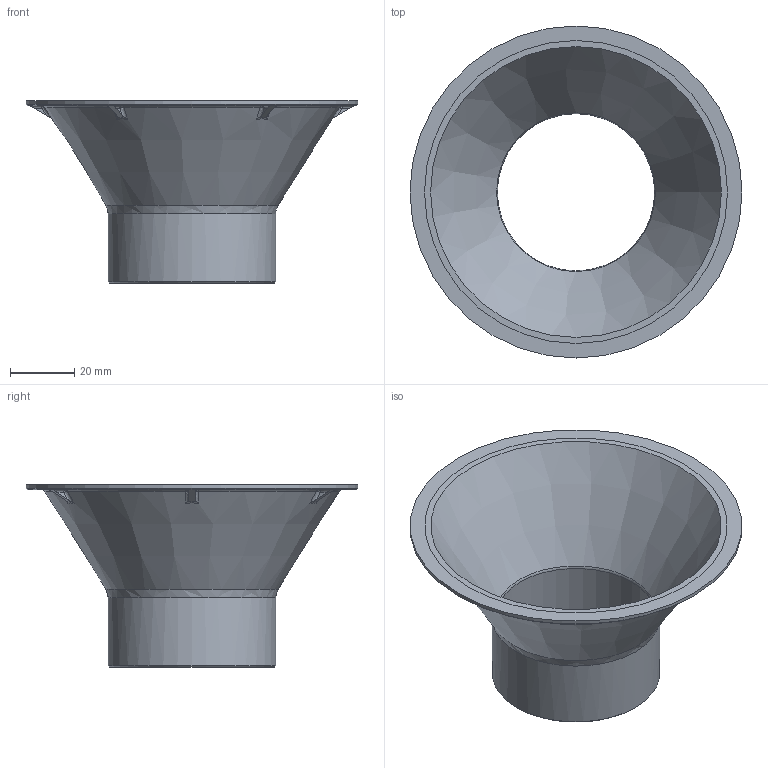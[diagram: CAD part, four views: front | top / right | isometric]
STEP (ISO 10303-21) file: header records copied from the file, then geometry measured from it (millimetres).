
FILE_DESCRIPTION(('FreeCAD Model'),'2;1');
FILE_NAME('Open CASCADE Shape Model','2025-03-18T09:15:43',(''),(''), 'Open CASCADE STEP processor 7.8','FreeCAD','Unknown');
FILE_SCHEMA(('AUTOMOTIVE_DESIGN { 1 0 10303 214 1 1 1 1 }'));
Length unit declared in the file: millimetre
Products named in the file (1): Body
Bounding box: 103 x 103 x 56.61 mm (x, y, z)
Volume: 22389.2 mm3; surface area: 28663.7 mm2
Topology: 1 solids, 1 shells, 106 faces, 263 edges, 143 vertices
Faces by surface type: plane 42, bspline 37, cylinder 15, torus 7, cone 5
Full cylindrical faces by diameter (mm): 48.8 x1, 52 x1, 103 x1
Entity records: 19776 total; most frequent: CARTESIAN_POINT 15493, DIRECTION 621, ORIENTED_EDGE 490, PCURVE 490, DEFINITIONAL_REPRESENTATION 490, LINE 385, VECTOR 385, EDGE_CURVE 245
